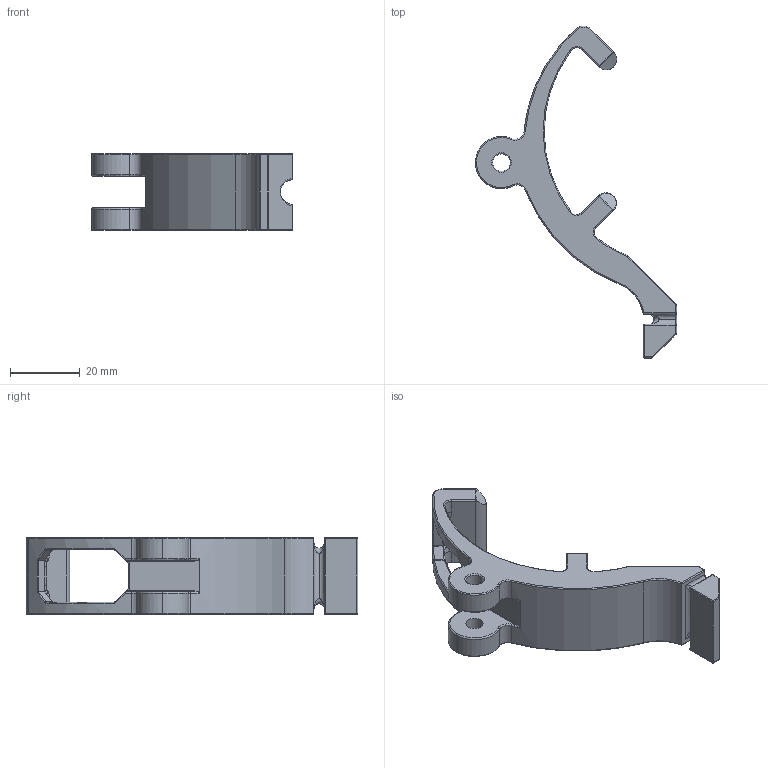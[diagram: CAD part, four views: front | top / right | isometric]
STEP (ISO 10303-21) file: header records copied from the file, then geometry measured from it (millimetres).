
FILE_DESCRIPTION (( 'STEP AP203' ), '1' );
FILE_NAME ('W0003510-004- L-middle intake54.STEP', '2024-05-27T12:23:08', ( '' ), ( '' ), 'SwSTEP 2.0', 'SolidWorks 2024', '' );
FILE_SCHEMA (( 'CONFIG_CONTROL_DESIGN' ));
Length unit declared in the file: millimetre
Products named in the file (1): W0003510-004- L-middle intake54
Bounding box: 57.73 x 95.22 x 22 mm (x, y, z)
Volume: 19649.4 mm3; surface area: 8684.4 mm2
Topology: 1 solids, 1 shells, 247 faces, 591 edges, 324 vertices
Faces by surface type: cylinder 90, bspline 60, torus 57, plane 27, sphere 11, cone 2
Entity records: 8352 total; most frequent: CARTESIAN_POINT 3097, ORIENTED_EDGE 1142, DIRECTION 1081, EDGE_CURVE 571, AXIS2_PLACEMENT_3D 463, VERTEX_POINT 324, CIRCLE 275, EDGE_LOOP 251
